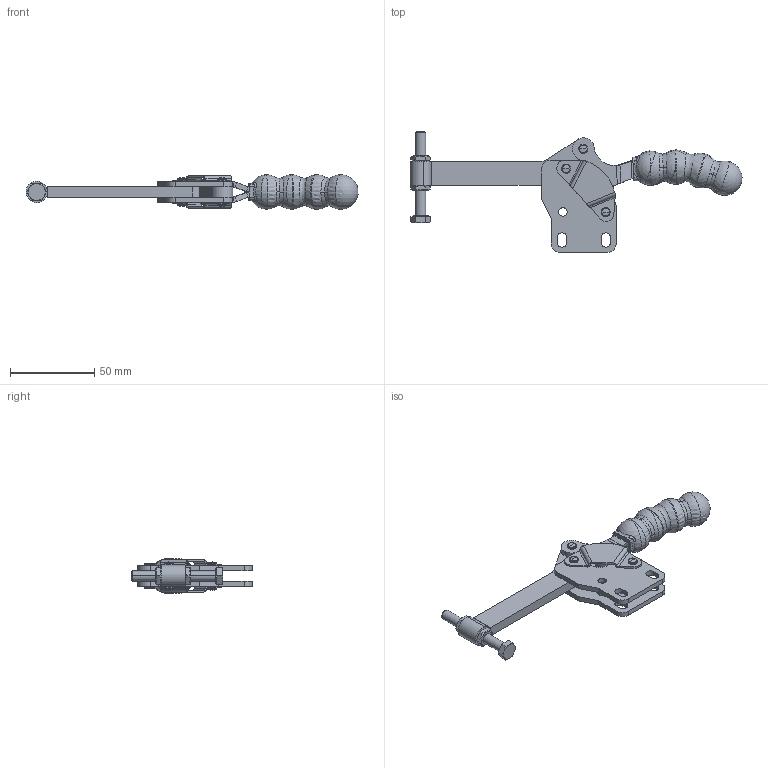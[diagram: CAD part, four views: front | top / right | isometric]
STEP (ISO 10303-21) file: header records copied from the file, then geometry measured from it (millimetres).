
FILE_DESCRIPTION((''),'2;1');
FILE_NAME('MH4.stp','2009-11-04T09:23:30',('David'),(''),'Autodesk Inventor 8','Autodesk Inventor 8','');
FILE_SCHEMA(('AUTOMOTIVE_DESIGN { 1 0 10303 214 1 1 1 1 }'));
Length unit declared in the file: millimetre
Products named in the file (7): MH4; MH4 SIDEPLATE ASSEMBLY; MH4 BAR ASSEMBLY; MH4 HANDLE ASSEMBLY; MH4 LINK ASSEMBLY; ISO 4017  (Regular Thread) M6 x 50; MH4 BOSS ASSEMBLY
Assembly tree (6 placements, depth 2):
  MH4
    MH4 SIDEPLATE ASSEMBLY
    MH4 BAR ASSEMBLY
    MH4 HANDLE ASSEMBLY
    MH4 LINK ASSEMBLY
    ISO 4017  (Regular Thread) M6 x 50
    MH4 BOSS ASSEMBLY
Bounding box: 196.74 x 71.67 x 20.5 mm (x, y, z)
Volume: 46120.2 mm3; surface area: 27838.7 mm2
Topology: 6 solids, 7 shells, 418 faces, 1081 edges, 654 vertices
Faces by surface type: cylinder 118, plane 118, bspline 100, torus 32, cone 30, sphere 20
Entity records: 17724 total; most frequent: CARTESIAN_POINT 7697, DIRECTION 2123, ORIENTED_EDGE 2074, EDGE_CURVE 1037, AXIS2_PLACEMENT_3D 860, VERTEX_POINT 654, CIRCLE 529, EDGE_LOOP 475
